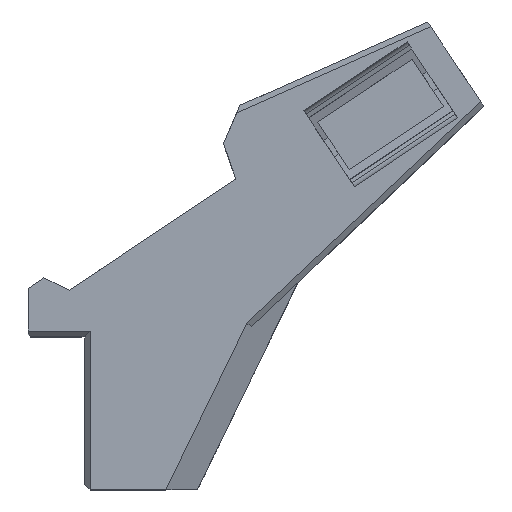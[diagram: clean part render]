
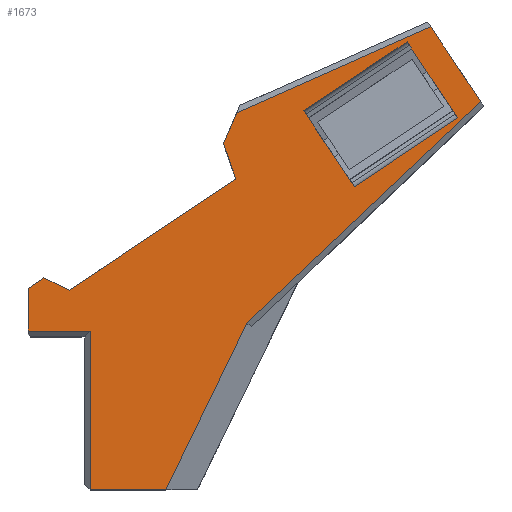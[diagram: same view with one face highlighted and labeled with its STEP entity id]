
A CAD part, top view. The second image highlights one B-rep face of the part: STEP entity #1673.
In plain terms, the highlighted planar face has unit normal (0, 0, 1).
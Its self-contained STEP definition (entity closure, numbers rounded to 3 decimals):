
#133=LINE('',#2550,#324);
#135=LINE('',#2554,#326);
#136=LINE('',#2557,#327);
#138=LINE('',#2561,#329);
#140=LINE('',#2565,#331);
#142=LINE('',#2569,#333);
#144=LINE('',#2573,#335);
#146=LINE('',#2577,#337);
#148=LINE('',#2581,#339);
#151=LINE('',#2587,#342);
#153=LINE('',#2591,#344);
#155=LINE('',#2594,#346);
#174=LINE('',#2638,#365);
#184=LINE('',#2665,#375);
#186=LINE('',#2669,#377);
#187=LINE('',#2671,#378);
#188=LINE('',#2672,#379);
#324=VECTOR('',#2080,1000.);
#326=VECTOR('',#2084,1000.);
#327=VECTOR('',#2087,1000.);
#329=VECTOR('',#2091,1000.);
#331=VECTOR('',#2095,1000.);
#333=VECTOR('',#2099,1000.);
#335=VECTOR('',#2103,1000.);
#337=VECTOR('',#2107,1000.);
#339=VECTOR('',#2111,1000.);
#342=VECTOR('',#2116,1000.);
#344=VECTOR('',#2120,1000.);
#346=VECTOR('',#2124,1000.);
#365=VECTOR('',#2161,1000.);
#375=VECTOR('',#2185,1000.);
#377=VECTOR('',#2189,1000.);
#378=VECTOR('',#2190,1000.);
#379=VECTOR('',#2191,1000.);
#443=FACE_BOUND('',#625,.T.);
#511=FACE_OUTER_BOUND('',#624,.T.);
#624=EDGE_LOOP('',(#1389,#1390,#1391,#1392,#1393,#1394,#1395,#1396,#1397,
#1398,#1399,#1400,#1401));
#625=EDGE_LOOP('',(#1402,#1403,#1404,#1405));
#753=VERTEX_POINT('',#2497);
#769=VERTEX_POINT('',#2548);
#770=VERTEX_POINT('',#2552);
#771=VERTEX_POINT('',#2556);
#772=VERTEX_POINT('',#2560);
#773=VERTEX_POINT('',#2564);
#774=VERTEX_POINT('',#2568);
#775=VERTEX_POINT('',#2572);
#776=VERTEX_POINT('',#2576);
#777=VERTEX_POINT('',#2580);
#778=VERTEX_POINT('',#2584);
#779=VERTEX_POINT('',#2586);
#780=VERTEX_POINT('',#2590);
#805=VERTEX_POINT('',#2662);
#806=VERTEX_POINT('',#2664);
#807=VERTEX_POINT('',#2668);
#808=VERTEX_POINT('',#2670);
#958=EDGE_CURVE('',#753,#769,#133,.T.);
#960=EDGE_CURVE('',#769,#770,#135,.T.);
#961=EDGE_CURVE('',#771,#770,#136,.T.);
#963=EDGE_CURVE('',#772,#771,#138,.T.);
#965=EDGE_CURVE('',#772,#773,#140,.F.);
#967=EDGE_CURVE('',#774,#773,#142,.T.);
#969=EDGE_CURVE('',#774,#775,#144,.F.);
#971=EDGE_CURVE('',#775,#776,#146,.T.);
#973=EDGE_CURVE('',#776,#777,#148,.T.);
#976=EDGE_CURVE('',#778,#779,#151,.T.);
#978=EDGE_CURVE('',#779,#780,#153,.T.);
#980=EDGE_CURVE('',#753,#780,#155,.T.);
#1001=EDGE_CURVE('',#778,#777,#174,.T.);
#1015=EDGE_CURVE('',#806,#805,#184,.T.);
#1017=EDGE_CURVE('',#805,#807,#186,.T.);
#1018=EDGE_CURVE('',#808,#807,#187,.T.);
#1019=EDGE_CURVE('',#806,#808,#188,.T.);
#1389=ORIENTED_EDGE('',*,*,#980,.T.);
#1390=ORIENTED_EDGE('',*,*,#978,.F.);
#1391=ORIENTED_EDGE('',*,*,#976,.F.);
#1392=ORIENTED_EDGE('',*,*,#1001,.T.);
#1393=ORIENTED_EDGE('',*,*,#973,.F.);
#1394=ORIENTED_EDGE('',*,*,#971,.F.);
#1395=ORIENTED_EDGE('',*,*,#969,.F.);
#1396=ORIENTED_EDGE('',*,*,#967,.T.);
#1397=ORIENTED_EDGE('',*,*,#965,.F.);
#1398=ORIENTED_EDGE('',*,*,#963,.T.);
#1399=ORIENTED_EDGE('',*,*,#961,.T.);
#1400=ORIENTED_EDGE('',*,*,#960,.F.);
#1401=ORIENTED_EDGE('',*,*,#958,.F.);
#1402=ORIENTED_EDGE('',*,*,#1015,.T.);
#1403=ORIENTED_EDGE('',*,*,#1017,.T.);
#1404=ORIENTED_EDGE('',*,*,#1018,.F.);
#1405=ORIENTED_EDGE('',*,*,#1019,.F.);
#1586=PLANE('',#1812);
#1673=ADVANCED_FACE('',(#511,#443),#1586,.T.);
#1812=AXIS2_PLACEMENT_3D('',#2667,#2187,#2188);
#2080=DIRECTION('',(0.,1.,0.));
#2084=DIRECTION('',(-1.,0.,0.));
#2087=DIRECTION('',(0.,-1.,0.));
#2091=DIRECTION('',(-0.832,-0.555,0.));
#2095=DIRECTION('',(-0.904,0.428,0.));
#2099=DIRECTION('',(-0.832,-0.555,0.));
#2103=DIRECTION('',(0.33,-0.944,0.));
#2107=DIRECTION('',(0.397,0.918,0.));
#2111=DIRECTION('',(0.914,0.406,0.));
#2116=DIRECTION('',(-0.726,-0.687,0.));
#2120=DIRECTION('',(-0.437,-0.899,0.));
#2124=DIRECTION('',(1.,0.,0.));
#2161=DIRECTION('',(-0.555,0.832,0.));
#2185=DIRECTION('',(0.832,0.555,0.));
#2187=DIRECTION('center_axis',(0.,0.,1.));
#2188=DIRECTION('ref_axis',(-1.,0.,0.));
#2189=DIRECTION('',(0.555,-0.832,0.));
#2190=DIRECTION('',(0.832,0.555,0.));
#2191=DIRECTION('',(0.555,-0.832,0.));
#2497=CARTESIAN_POINT('',(-206.,-242.5,42.));
#2548=CARTESIAN_POINT('',(-206.,-214.4,42.));
#2550=CARTESIAN_POINT('',(-206.,-20.75,42.));
#2552=CARTESIAN_POINT('',(-217.,-214.4,42.));
#2554=CARTESIAN_POINT('',(-101.75,-214.4,42.));
#2556=CARTESIAN_POINT('',(-217.,-206.85,42.));
#2557=CARTESIAN_POINT('',(-217.,-211.175,42.));
#2560=CARTESIAN_POINT('',(-214.21,-204.99,42.));
#2561=CARTESIAN_POINT('',(-214.357,-205.088,42.));
#2564=CARTESIAN_POINT('',(-209.655,-207.148,42.));
#2565=CARTESIAN_POINT('',(-193.638,-214.735,42.));
#2568=CARTESIAN_POINT('',(-180.158,-187.483,42.));
#2569=CARTESIAN_POINT('',(-195.172,-197.492,42.));
#2572=CARTESIAN_POINT('',(-182.365,-181.168,42.));
#2573=CARTESIAN_POINT('',(-223.55,-63.313,42.));
#2576=CARTESIAN_POINT('',(-180.031,-175.772,42.));
#2577=CARTESIAN_POINT('',(-111.209,-16.659,42.));
#2580=CARTESIAN_POINT('',(-145.617,-160.481,42.));
#2581=CARTESIAN_POINT('',(-57.133,-121.164,42.));
#2584=CARTESIAN_POINT('',(-136.758,-173.769,42.));
#2586=CARTESIAN_POINT('',(-178.235,-213.024,42.));
#2587=CARTESIAN_POINT('',(-180.161,-214.847,42.));
#2590=CARTESIAN_POINT('',(-192.559,-242.5,42.));
#2591=CARTESIAN_POINT('',(-191.497,-240.315,42.));
#2594=CARTESIAN_POINT('',(-197.,-242.5,42.));
#2638=CARTESIAN_POINT('',(-141.187,-167.125,42.));
#2662=CARTESIAN_POINT('',(-149.834,-163.168,42.));
#2664=CARTESIAN_POINT('',(-168.139,-175.372,42.));
#2665=CARTESIAN_POINT('',(-168.139,-175.372,42.));
#2667=CARTESIAN_POINT('Origin',(-101.75,-20.75,42.));
#2668=CARTESIAN_POINT('',(-140.861,-176.628,42.));
#2669=CARTESIAN_POINT('',(-145.347,-169.898,42.));
#2670=CARTESIAN_POINT('',(-159.166,-188.832,42.));
#2671=CARTESIAN_POINT('',(-159.166,-188.832,42.));
#2672=CARTESIAN_POINT('',(-163.653,-182.102,42.));
